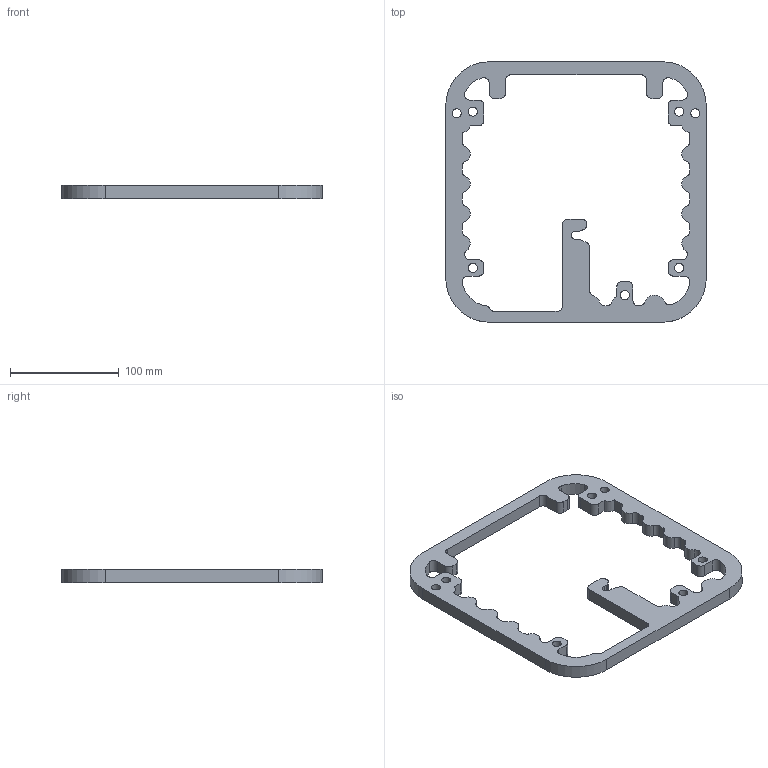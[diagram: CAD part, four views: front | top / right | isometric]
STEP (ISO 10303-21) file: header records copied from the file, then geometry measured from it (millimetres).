
FILE_DESCRIPTION(/* description */ (''),/* implementation_level */ '2;1');
FILE_NAME(/* name */ 'Cabinet layer 1 - v6 v11.step',/* time_stamp */ '2022-07-11T21:05:40+02:00',/* author */ (''),/* organization */ (''),/* preprocessor_version */ 'ST-DEVELOPER v19',/* originating_system */ 'Autodesk Translation Framework v11.7.0.108',/* authorisation */ '');
FILE_SCHEMA (('AUTOMOTIVE_DESIGN { 1 0 10303 214 3 1 1 }'));
Length unit declared in the file: millimetre
Products named in the file (1): 5R9GCA
Bounding box: 240 x 240 x 12 mm (x, y, z)
Volume: 202898.6 mm3; surface area: 61577.1 mm2
Topology: 1 solids, 1 shells, 126 faces, 372 edges, 248 vertices
Faces by surface type: cylinder 82, plane 44
Full cylindrical faces by diameter (mm): 8.4 x7
Entity records: 4352 total; most frequent: DIRECTION 790, CARTESIAN_POINT 747, ORIENTED_EDGE 744, EDGE_CURVE 372, AXIS2_PLACEMENT_3D 291, VERTEX_POINT 248, LINE 208, VECTOR 208
